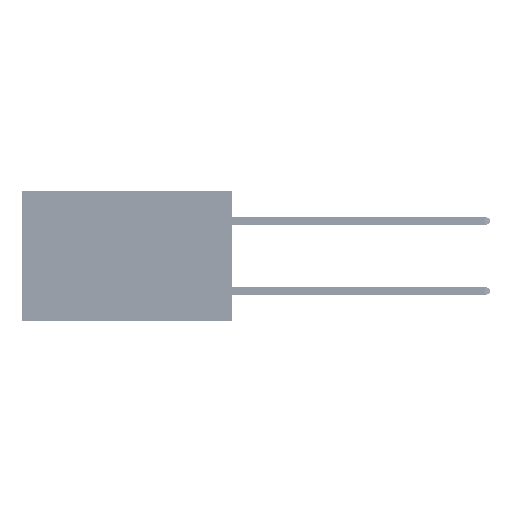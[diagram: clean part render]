
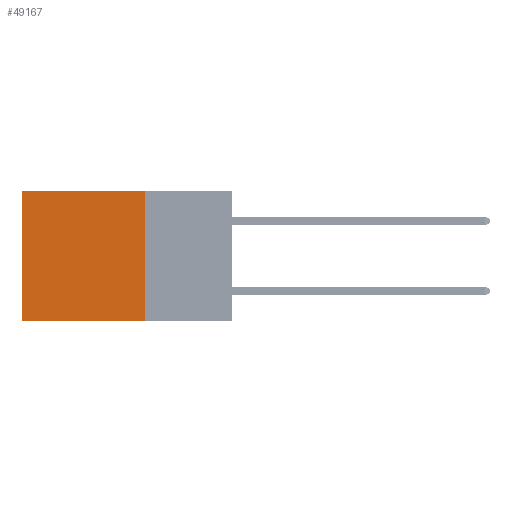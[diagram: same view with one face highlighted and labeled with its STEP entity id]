
A CAD part, left-side view. The second image highlights one B-rep face of the part: STEP entity #49167.
In plain terms, the highlighted planar face has unit normal (-1, 0, 0).
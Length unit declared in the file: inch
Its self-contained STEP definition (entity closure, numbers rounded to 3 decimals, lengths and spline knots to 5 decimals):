
#2691 = PLANE ( 'NONE',  #49718 ) ;
#2728 = CARTESIAN_POINT ( 'NONE',  ( 0.2875, 0.25, 0. ) ) ;
#3293 = ORIENTED_EDGE ( 'NONE', *, *, #5449, .T. ) ;
#5449 = EDGE_CURVE ( 'NONE', #48147, #49137, #41061, .T. ) ;
#5770 = EDGE_CURVE ( 'NONE', #27005, #48147, #25503, .T. ) ;
#6300 = DIRECTION ( 'NONE',  ( 0., 0., -1. ) ) ;
#7745 = EDGE_LOOP ( 'NONE', ( #3293, #47763, #12692, #39919 ) ) ;
#12111 = DIRECTION ( 'NONE',  ( 0., 0., -1. ) ) ;
#12519 = CARTESIAN_POINT ( 'NONE',  ( 0.2875, 0.6, 0. ) ) ;
#12692 = ORIENTED_EDGE ( 'NONE', *, *, #48899, .F. ) ;
#14091 = DIRECTION ( 'NONE',  ( 0., 1., 0. ) ) ;
#15485 = VECTOR ( 'NONE', #6300, 39.37008 ) ;
#16539 = EDGE_CURVE ( 'NONE', #18418, #49137, #23421, .T. ) ;
#18418 = VERTEX_POINT ( 'NONE', #22554 ) ;
#20349 = DIRECTION ( 'NONE',  ( 0., 1., 0. ) ) ;
#22554 = CARTESIAN_POINT ( 'NONE',  ( 0.2875, 0.25, -0.37 ) ) ;
#23421 = LINE ( 'NONE', #28193, #25351 ) ;
#25351 = VECTOR ( 'NONE', #20349, 39.37008 ) ;
#25503 = LINE ( 'NONE', #48869, #41856 ) ;
#25517 = CARTESIAN_POINT ( 'NONE',  ( 0.2875, 0.6, -0.37 ) ) ;
#26009 = DIRECTION ( 'NONE',  ( 0., 0., -1. ) ) ;
#26258 = CARTESIAN_POINT ( 'NONE',  ( 0.2875, 0.25, 0. ) ) ;
#27005 = VERTEX_POINT ( 'NONE', #2728 ) ;
#28193 = CARTESIAN_POINT ( 'NONE',  ( 0.2875, 0.25, -0.37 ) ) ;
#30849 = LINE ( 'NONE', #46872, #35816 ) ;
#35816 = VECTOR ( 'NONE', #12111, 39.37008 ) ;
#37995 = CARTESIAN_POINT ( 'NONE',  ( 0.2875, 0.6, 0. ) ) ;
#39919 = ORIENTED_EDGE ( 'NONE', *, *, #5770, .T. ) ;
#41061 = LINE ( 'NONE', #37995, #15485 ) ;
#41518 = DIRECTION ( 'NONE',  ( 1., 0., 0. ) ) ;
#41767 = FACE_OUTER_BOUND ( 'NONE', #7745, .T. ) ;
#41856 = VECTOR ( 'NONE', #14091, 39.37008 ) ;
#46872 = CARTESIAN_POINT ( 'NONE',  ( 0.2875, 0.25, 0. ) ) ;
#47763 = ORIENTED_EDGE ( 'NONE', *, *, #16539, .F. ) ;
#48147 = VERTEX_POINT ( 'NONE', #12519 ) ;
#48869 = CARTESIAN_POINT ( 'NONE',  ( 0.2875, 0.25, 0. ) ) ;
#48899 = EDGE_CURVE ( 'NONE', #27005, #18418, #30849, .T. ) ;
#49137 = VERTEX_POINT ( 'NONE', #25517 ) ;
#49167 = ADVANCED_FACE ( 'NONE', ( #41767 ), #2691, .F. ) ;
#49718 = AXIS2_PLACEMENT_3D ( 'NONE', #26258, #41518, #26009 ) ;
